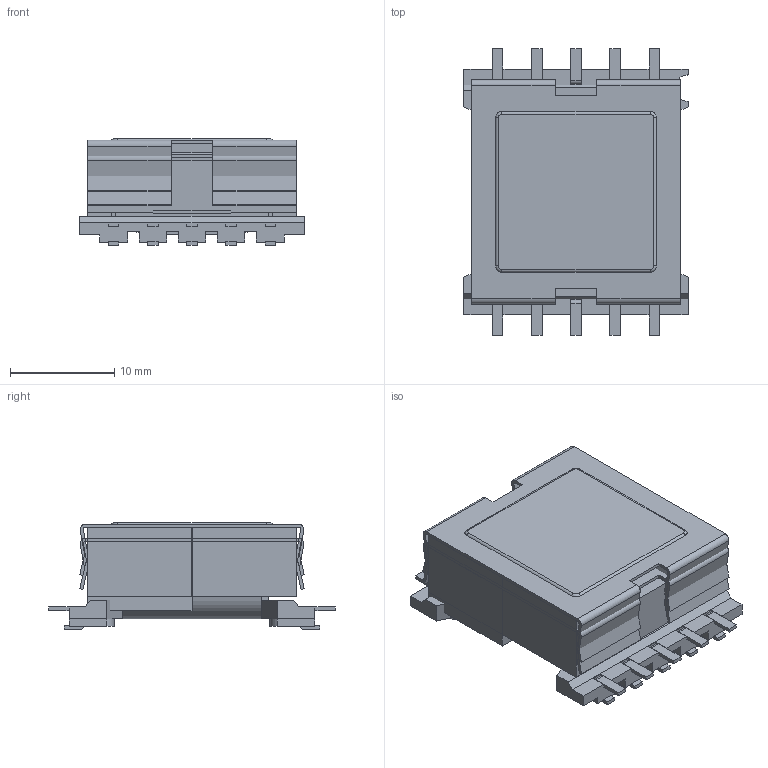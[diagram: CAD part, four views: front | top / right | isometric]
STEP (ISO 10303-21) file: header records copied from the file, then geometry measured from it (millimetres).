
FILE_DESCRIPTION( ( 'Unknown' ), '1' );
FILE_NAME( '750032051.stp', 'Unknown', ( 'Unknown' ), ( 'Unknown' ), 'XStep 1.0', 'Unknown', ' ' );
FILE_SCHEMA( ( 'automotive_design' ) );
Length unit declared in the file: millimetre
Products named in the file (14): Assem1; EFD20-Bobbin; Pins; EFD20_core; clip
Bounding box: 21.5 x 27.5 x 10.23 mm (x, y, z)
Volume: 5335.2 mm3; surface area: 8790.2 mm2
Topology: 27 solids, 27 shells, 866 faces, 2510 edges, 1662 vertices
Faces by surface type: plane 634, cylinder 216, torus 16
Entity records: 14239 total; most frequent: CARTESIAN_POINT 2451, ORIENTED_EDGE 2428, DIRECTION 2320, EDGE_CURVE 1214, LINE 974, VECTOR 974, VERTEX_POINT 804, AXIS2_PLACEMENT_3D 673
